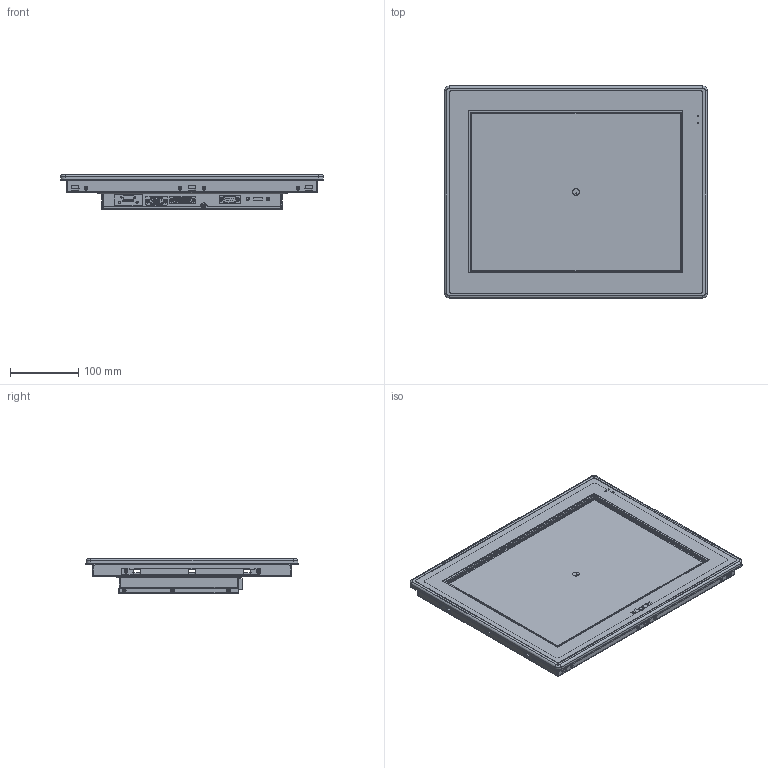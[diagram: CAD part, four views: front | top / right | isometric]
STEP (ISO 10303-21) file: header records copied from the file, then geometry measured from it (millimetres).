
FILE_DESCRIPTION (( 'STEP AP203' ), '1' );
FILE_NAME ('APPD1500T.STEP', '2014-01-21T09:27:54', ( 'mistest' ), ( '' ), 'SwSTEP 2.0', 'SolidWorks 2013', '' );
FILE_SCHEMA (( 'CONFIG_CONTROL_DESIGN' ));
Products named in the file (1): APPD1500T
Bounding box: 384.37 x 309.95 x 51.58 mm (x, y, z)
Surface area: 661299.6 mm2 (no closed solid volume)
Topology: 0 solids, 66 shells, 1057 faces, 4179 edges, 3132 vertices
Faces by surface type: cylinder 511, plane 368, torus 84, cone 81, bspline 7, sphere 6
Entity records: 45366 total; most frequent: CARTESIAN_POINT 9000, DIRECTION 7917, ORIENTED_EDGE 6430, EDGE_CURVE 4171, VERTEX_POINT 3130, AXIS2_PLACEMENT_3D 2794, VECTOR 2329, LINE 2329
